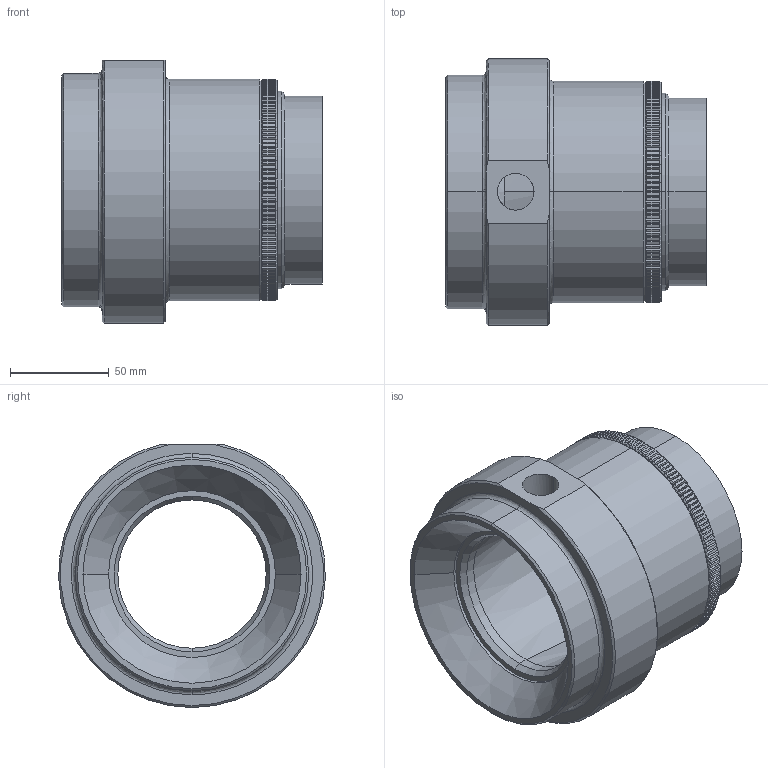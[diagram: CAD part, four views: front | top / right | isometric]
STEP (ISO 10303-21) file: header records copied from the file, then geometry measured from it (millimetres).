
FILE_DESCRIPTION (( 'STEP AP203' ), '1' );
FILE_NAME ('AM75A-SS75A-3D.STEP', '2015-02-09T09:04:01', ( '' ), ( '' ), 'SwSTEP 2.0', 'SolidWorks 2014', '' );
FILE_SCHEMA (( 'CONFIG_CONTROL_DESIGN' ));
Length unit declared in the file: millimetre
Products named in the file (1): AM75A-SS75A-3D
Bounding box: 132 x 134.92 x 133.08 mm (x, y, z)
Volume: 605358.2 mm3; surface area: 162845.1 mm2
Topology: 3 solids, 3 shells, 828 faces, 1819 edges, 1004 vertices
Faces by surface type: cone 321, plane 315, cylinder 178, bspline 14
Entity records: 24677 total; most frequent: CARTESIAN_POINT 7466, ORIENTED_EDGE 3638, DIRECTION 3513, EDGE_CURVE 1819, AXIS2_PLACEMENT_3D 1506, VERTEX_POINT 1004, EDGE_LOOP 843, ADVANCED_FACE 828
